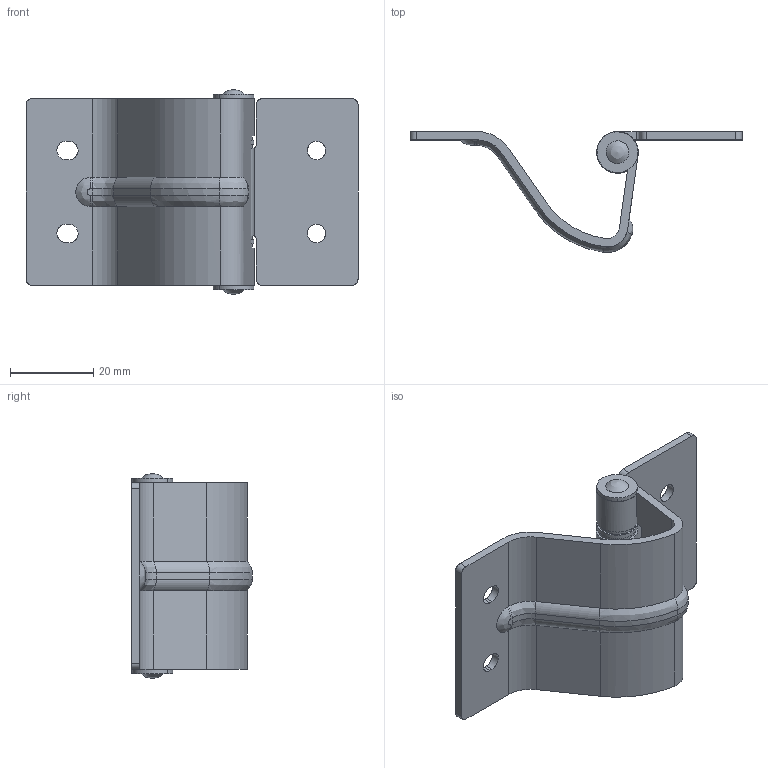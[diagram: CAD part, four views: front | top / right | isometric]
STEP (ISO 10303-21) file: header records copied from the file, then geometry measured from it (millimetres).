
FILE_DESCRIPTION((''),'2;1');
FILE_NAME('','2011-04-26T15:19:42',(''),(''),'','CADfix','');
FILE_SCHEMA(('AUTOMOTIVE_DESIGN { 1 0 10303 214 1 1 1 1 }'));
Length unit declared in the file: millimetre
Bounding box: 80 x 29.12 x 49.4 mm (x, y, z)
Volume: 12665 mm3; surface area: 14670.4 mm2
Topology: 7 solids, 7 shells, 161 faces, 564 edges, 427 vertices
Faces by surface type: bspline 161
Entity records: 8965 total; most frequent: CARTESIAN_POINT 5584, ORIENTED_EDGE 1128, EDGE_CURVE 564, VERTEX_POINT 427, B_SPLINE_CURVE_WITH_KNOTS 387, EDGE_LOOP 187, QUASI_UNIFORM_CURVE 177, FACE_OUTER_BOUND 161
